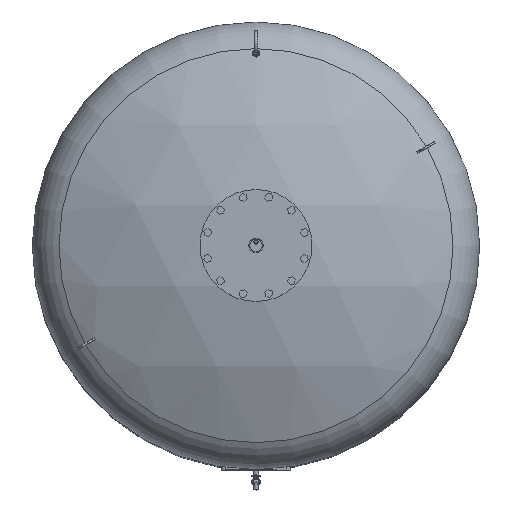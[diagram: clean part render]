
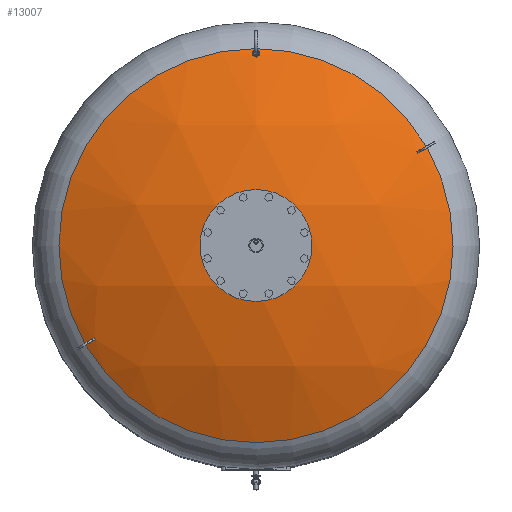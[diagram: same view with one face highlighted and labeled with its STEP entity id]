
A CAD part, top view. The second image highlights one B-rep face of the part: STEP entity #13007.
In plain terms, the highlighted spherical face has radius 1509 mm.
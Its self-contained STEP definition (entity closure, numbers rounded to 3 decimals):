
#32=SPHERICAL_SURFACE($,#14230,1509.);
#58=B_SPLINE_CURVE_WITH_KNOTS($,3,(#21184,#21185,#21186,#21187,#21188,#21189,
#21190,#21191,#21192,#21193,#21194,#21195,#21196,#21197,#21198,#21199,#21200,
#21201,#21202,#21203,#21204,#21205,#21206,#21207,#21208,#21209,#21210,#21211,
#21212,#21213,#21214,#21215,#21216,#21217,#21218,#21219,#21220,#21221,#21222,
#21223,#21224,#21225,#21226,#21227,#21228,#21229,#21230,#21231,#21232,#21233,
#21234,#21235,#21236,#21237,#21238,#21239,#21240,#21241,#21242,#21243,#21244,
#21245,#21246,#21247,#21248,#21249),.UNSPECIFIED.,.T.,.F.,(4,2,2,2,2,2,
2,2,2,2,2,2,2,2,2,2,2,2,2,2,2,2,2,2,2,2,2,2,2,2,2,2,4),(0.,1.996,
3.992,5.989,7.985,10.217,12.449,
14.681,16.913,19.143,21.374,23.605,
25.835,27.832,29.828,31.824,33.82,
35.816,37.812,39.808,41.804,44.035,
46.266,48.496,50.727,52.959,55.191,
57.423,59.655,61.651,63.647,65.643,
67.64),.UNSPECIFIED.);
#3331=FACE_BOUND($,#4975,.T.);
#3971=FACE_OUTER_BOUND($,#4974,.T.);
#4974=EDGE_LOOP($,(#11179,#11180,#11181,#11182,#11183,#11184,#11185,#11186));
#4975=EDGE_LOOP($,(#11187));
#5715=CIRCLE($,#14201,1508.997);
#5718=CIRCLE($,#14205,1490.642);
#5721=CIRCLE($,#14211,1508.997);
#5723=CIRCLE($,#14215,660.607);
#5724=CIRCLE($,#14216,660.607);
#5725=CIRCLE($,#14218,1508.997);
#5728=CIRCLE($,#14222,1490.642);
#5731=CIRCLE($,#14229,1508.997);
#6680=VERTEX_POINT($,#21183);
#6681=VERTEX_POINT($,#21252);
#6683=VERTEX_POINT($,#21264);
#6687=VERTEX_POINT($,#21274);
#6692=VERTEX_POINT($,#21295);
#6694=VERTEX_POINT($,#21312);
#6697=VERTEX_POINT($,#21333);
#6698=VERTEX_POINT($,#21346);
#6702=VERTEX_POINT($,#21356);
#8253=EDGE_CURVE($,#6680,#6680,#58,.T.);
#8255=EDGE_CURVE($,#6683,#6681,#5715,.T.);
#8260=EDGE_CURVE($,#6687,#6683,#5718,.T.);
#8269=EDGE_CURVE($,#6692,#6687,#5721,.T.);
#8271=EDGE_CURVE($,#6692,#6694,#5723,.T.);
#8275=EDGE_CURVE($,#6697,#6681,#5724,.T.);
#8276=EDGE_CURVE($,#6698,#6694,#5725,.T.);
#8281=EDGE_CURVE($,#6702,#6698,#5728,.T.);
#8288=EDGE_CURVE($,#6697,#6702,#5731,.T.);
#11179=ORIENTED_EDGE($,*,*,#8255,.T.);
#11180=ORIENTED_EDGE($,*,*,#8275,.F.);
#11181=ORIENTED_EDGE($,*,*,#8288,.T.);
#11182=ORIENTED_EDGE($,*,*,#8281,.T.);
#11183=ORIENTED_EDGE($,*,*,#8276,.T.);
#11184=ORIENTED_EDGE($,*,*,#8271,.F.);
#11185=ORIENTED_EDGE($,*,*,#8269,.T.);
#11186=ORIENTED_EDGE($,*,*,#8260,.T.);
#11187=ORIENTED_EDGE($,*,*,#8253,.T.);
#13007=ADVANCED_FACE($,(#3971,#3331),#32,.T.);
#14201=AXIS2_PLACEMENT_3D($,#21265,#17127,#17128);
#14205=AXIS2_PLACEMENT_3D($,#21275,#17137,#17138);
#14211=AXIS2_PLACEMENT_3D($,#21307,#17153,#17154);
#14215=AXIS2_PLACEMENT_3D($,#21313,#17161,#17162);
#14216=AXIS2_PLACEMENT_3D($,#21344,#17163,#17164);
#14218=AXIS2_PLACEMENT_3D($,#21347,#17167,#17168);
#14222=AXIS2_PLACEMENT_3D($,#21357,#17177,#17178);
#14229=AXIS2_PLACEMENT_3D($,#21371,#17195,#17196);
#14230=AXIS2_PLACEMENT_3D($,#21372,#17197,#17198);
#17127=DIRECTION('center_axis',(0.5,-0.866,0.));
#17128=DIRECTION('ref_axis',(0.,0.,1.));
#17137=DIRECTION('center_axis',(0.835,0.482,0.267));
#17138=DIRECTION('ref_axis',(0.,0.485,-0.875));
#17153=DIRECTION('center_axis',(-0.5,0.866,0.));
#17154=DIRECTION('ref_axis',(0.,0.,-1.));
#17161=DIRECTION('center_axis',(0.,0.,
-1.));
#17162=DIRECTION('ref_axis',(1.,0.,0.));
#17163=DIRECTION('center_axis',(0.,0.,
-1.));
#17164=DIRECTION('ref_axis',(1.,0.,0.));
#17167=DIRECTION('center_axis',(-0.5,0.866,0.));
#17168=DIRECTION('ref_axis',(0.,0.,-1.));
#17177=DIRECTION('center_axis',(-0.835,-0.482,0.267));
#17178=DIRECTION('ref_axis',(0.,0.485,0.875));
#17195=DIRECTION('center_axis',(0.5,-0.866,0.));
#17196=DIRECTION('ref_axis',(0.,0.,1.));
#17197=DIRECTION('center_axis',(0.,-1.,0.));
#17198=DIRECTION('ref_axis',(-1.,0.,0.));
#21183=CARTESIAN_POINT('',(0.,655.65,2825.119));
#21184=CARTESIAN_POINT('Ctrl Pts',(0.,655.65,2825.119));
#21185=CARTESIAN_POINT('Ctrl Pts',(0.665,655.65,2825.119));
#21186=CARTESIAN_POINT('Ctrl Pts',(1.351,655.587,2825.149));
#21187=CARTESIAN_POINT('Ctrl Pts',(2.709,655.323,2825.274));
#21188=CARTESIAN_POINT('Ctrl Pts',(3.382,655.123,2825.369));
#21189=CARTESIAN_POINT('Ctrl Pts',(4.666,654.599,2825.618));
#21190=CARTESIAN_POINT('Ctrl Pts',(5.279,654.274,2825.772));
#21191=CARTESIAN_POINT('Ctrl Pts',(6.408,653.533,2826.123));
#21192=CARTESIAN_POINT('Ctrl Pts',(6.924,653.117,2826.321));
#21193=CARTESIAN_POINT('Ctrl Pts',(7.889,652.189,2826.76));
#21194=CARTESIAN_POINT('Ctrl Pts',(8.361,651.637,2827.022));
#21195=CARTESIAN_POINT('Ctrl Pts',(9.184,650.441,2827.589));
#21196=CARTESIAN_POINT('Ctrl Pts',(9.537,649.796,2827.894));
#21197=CARTESIAN_POINT('Ctrl Pts',(10.099,648.458,2828.528));
#21198=CARTESIAN_POINT('Ctrl Pts',(10.31,647.763,2828.857));
#21199=CARTESIAN_POINT('Ctrl Pts',(10.585,646.37,2829.516));
#21200=CARTESIAN_POINT('Ctrl Pts',(10.65,645.673,2829.846));
#21201=CARTESIAN_POINT('Ctrl Pts',(10.65,644.328,2830.482));
#21202=CARTESIAN_POINT('Ctrl Pts',(10.585,643.631,2830.811));
#21203=CARTESIAN_POINT('Ctrl Pts',(10.31,642.238,2831.469));
#21204=CARTESIAN_POINT('Ctrl Pts',(10.1,641.543,2831.797));
#21205=CARTESIAN_POINT('Ctrl Pts',(9.537,640.205,2832.429));
#21206=CARTESIAN_POINT('Ctrl Pts',(9.185,639.561,2832.733));
#21207=CARTESIAN_POINT('Ctrl Pts',(8.361,638.364,2833.298));
#21208=CARTESIAN_POINT('Ctrl Pts',(7.89,637.812,2833.558));
#21209=CARTESIAN_POINT('Ctrl Pts',(6.925,636.884,2833.996));
#21210=CARTESIAN_POINT('Ctrl Pts',(6.408,636.467,2834.192));
#21211=CARTESIAN_POINT('Ctrl Pts',(5.279,635.726,2834.542));
#21212=CARTESIAN_POINT('Ctrl Pts',(4.666,635.402,2834.694));
#21213=CARTESIAN_POINT('Ctrl Pts',(3.382,634.877,2834.941));
#21214=CARTESIAN_POINT('Ctrl Pts',(2.709,634.677,2835.036));
#21215=CARTESIAN_POINT('Ctrl Pts',(1.351,634.413,2835.16));
#21216=CARTESIAN_POINT('Ctrl Pts',(0.665,634.35,2835.19));
#21217=CARTESIAN_POINT('Ctrl Pts',(-0.665,634.35,2835.19));
#21218=CARTESIAN_POINT('Ctrl Pts',(-1.351,634.413,2835.16));
#21219=CARTESIAN_POINT('Ctrl Pts',(-2.709,634.677,2835.036));
#21220=CARTESIAN_POINT('Ctrl Pts',(-3.382,634.877,2834.941));
#21221=CARTESIAN_POINT('Ctrl Pts',(-4.666,635.402,2834.694));
#21222=CARTESIAN_POINT('Ctrl Pts',(-5.279,635.726,2834.542));
#21223=CARTESIAN_POINT('Ctrl Pts',(-6.408,636.467,2834.192));
#21224=CARTESIAN_POINT('Ctrl Pts',(-6.925,636.884,2833.996));
#21225=CARTESIAN_POINT('Ctrl Pts',(-7.89,637.812,2833.558));
#21226=CARTESIAN_POINT('Ctrl Pts',(-8.361,638.364,2833.298));
#21227=CARTESIAN_POINT('Ctrl Pts',(-9.185,639.561,2832.733));
#21228=CARTESIAN_POINT('Ctrl Pts',(-9.537,640.205,2832.429));
#21229=CARTESIAN_POINT('Ctrl Pts',(-10.1,641.543,2831.797));
#21230=CARTESIAN_POINT('Ctrl Pts',(-10.31,642.238,2831.469));
#21231=CARTESIAN_POINT('Ctrl Pts',(-10.585,643.631,2830.811));
#21232=CARTESIAN_POINT('Ctrl Pts',(-10.65,644.328,2830.482));
#21233=CARTESIAN_POINT('Ctrl Pts',(-10.65,645.673,2829.846));
#21234=CARTESIAN_POINT('Ctrl Pts',(-10.585,646.37,2829.516));
#21235=CARTESIAN_POINT('Ctrl Pts',(-10.31,647.763,2828.857));
#21236=CARTESIAN_POINT('Ctrl Pts',(-10.099,648.458,2828.528));
#21237=CARTESIAN_POINT('Ctrl Pts',(-9.537,649.796,2827.894));
#21238=CARTESIAN_POINT('Ctrl Pts',(-9.184,650.441,2827.589));
#21239=CARTESIAN_POINT('Ctrl Pts',(-8.361,651.637,2827.022));
#21240=CARTESIAN_POINT('Ctrl Pts',(-7.889,652.189,2826.76));
#21241=CARTESIAN_POINT('Ctrl Pts',(-6.924,653.117,2826.321));
#21242=CARTESIAN_POINT('Ctrl Pts',(-6.408,653.533,2826.123));
#21243=CARTESIAN_POINT('Ctrl Pts',(-5.279,654.274,2825.772));
#21244=CARTESIAN_POINT('Ctrl Pts',(-4.666,654.599,2825.618));
#21245=CARTESIAN_POINT('Ctrl Pts',(-3.382,655.123,2825.369));
#21246=CARTESIAN_POINT('Ctrl Pts',(-2.709,655.323,2825.274));
#21247=CARTESIAN_POINT('Ctrl Pts',(-1.351,655.587,2825.149));
#21248=CARTESIAN_POINT('Ctrl Pts',(-0.665,655.65,2825.119));
#21249=CARTESIAN_POINT('Ctrl Pts',(0.,655.65,2825.119));
#21252=CARTESIAN_POINT('',(-570.596,-332.898,2822.717));
#21264=CARTESIAN_POINT('',(-539.005,-314.659,2839.88));
#21265=CARTESIAN_POINT('Origin',(1.5,-2.598,1466.));
#21274=CARTESIAN_POINT('',(-542.005,-309.462,2839.88));
#21275=CARTESIAN_POINT('Origin',(-195.85,-113.074,1403.348));
#21295=CARTESIAN_POINT('',(-573.596,-327.702,2822.717));
#21307=CARTESIAN_POINT('Origin',(-1.5,2.598,1466.));
#21312=CARTESIAN_POINT('',(570.596,332.898,2822.717));
#21313=CARTESIAN_POINT('Origin',(0.,0.,
2822.717));
#21333=CARTESIAN_POINT('',(573.596,327.702,2822.717));
#21344=CARTESIAN_POINT('Origin',(0.,0.,
2822.717));
#21346=CARTESIAN_POINT('',(539.005,314.659,2839.88));
#21347=CARTESIAN_POINT('Origin',(-1.5,2.598,1466.));
#21356=CARTESIAN_POINT('',(542.005,309.462,2839.88));
#21357=CARTESIAN_POINT('Origin',(195.85,113.074,1403.348));
#21371=CARTESIAN_POINT('Origin',(1.5,-2.598,1466.));
#21372=CARTESIAN_POINT('Origin',(0.,0.,
1466.));
